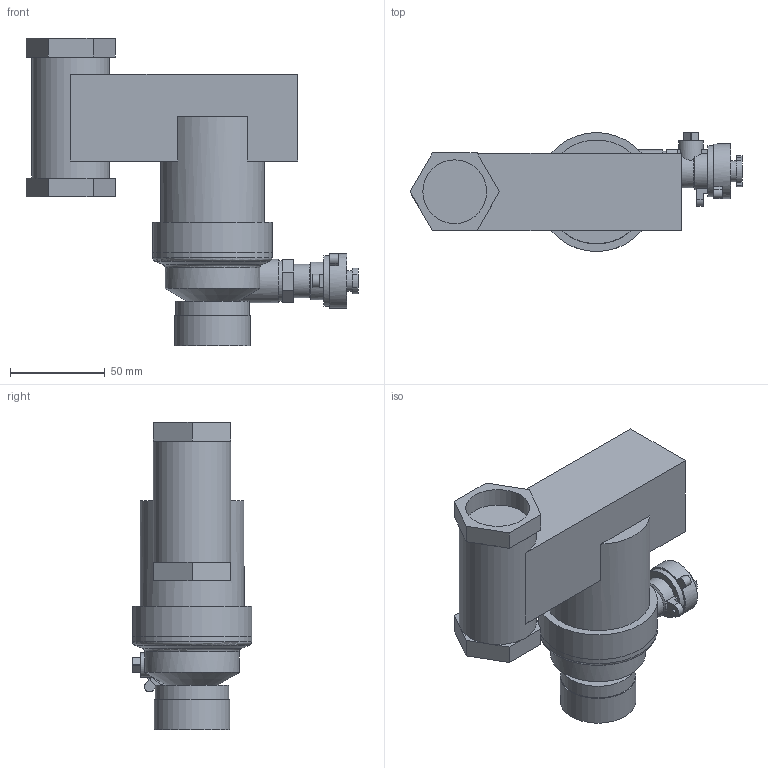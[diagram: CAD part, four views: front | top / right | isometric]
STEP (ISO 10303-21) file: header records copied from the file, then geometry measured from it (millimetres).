
FILE_DESCRIPTION(/* description */ (''),/* implementation_level */ '2;1');
FILE_NAME(/* name */ '3d_ExdirtD1VM-9256720.stp',/* time_stamp */ '2020-07-23T08:19:21+02:00',/* author */ ('Andrzej'),/* organization */ (''),/* preprocessor_version */ 'ST-DEVELOPER v16.13',/* originating_system */ 'AutoCAD Mechanical',/* authorisation */ '');
FILE_SCHEMA (('AUTOMOTIVE_DESIGN { 1 0 10303 214 3 1 1 }'));
Length unit declared in the file: millimetre
Products named in the file (1): Product
Bounding box: 175.67 x 63.1 x 162.8 mm (x, y, z)
Volume: 529530.8 mm3; surface area: 69416.9 mm2
Topology: 3 solids, 3 shells, 152 faces, 368 edges, 239 vertices
Faces by surface type: plane 104, cylinder 40, cone 6, torus 2
Full cylindrical faces by diameter (mm): 2 x1, 3 x1, 11 x1, 13 x1, 17 x1, 21.3 x1, 23 x1, 26 x1, 26.9 x1, 29 x1, 33.7 x2, 39 x1, 40 x1, 41 x1, 55 x1, 63 x2
Entity records: 4408 total; most frequent: CARTESIAN_POINT 915, DIRECTION 732, ORIENTED_EDGE 666, EDGE_CURVE 333, AXIS2_PLACEMENT_3D 262, VERTEX_POINT 227, LINE 208, VECTOR 208
